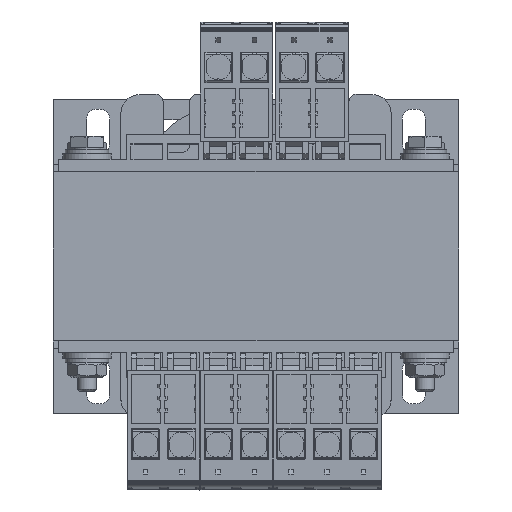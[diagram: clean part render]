
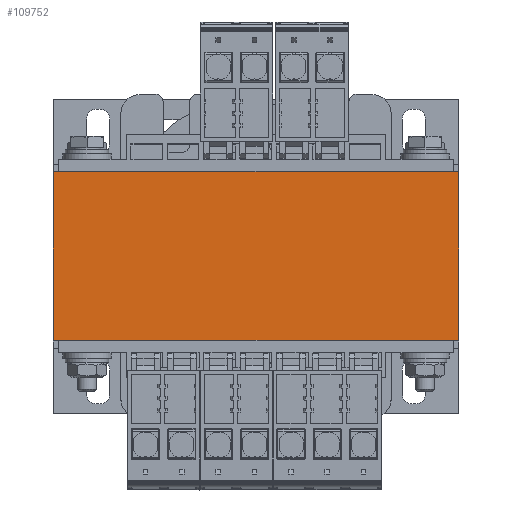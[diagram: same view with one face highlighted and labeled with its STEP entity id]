
A CAD part, top view. The second image highlights one B-rep face of the part: STEP entity #109752.
In plain terms, the highlighted planar face has unit normal (0, 0, 1).
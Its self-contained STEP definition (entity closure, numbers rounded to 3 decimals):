
#8775=FACE_OUTER_BOUND('',#14394,.T.);
#14394=EDGE_LOOP('',(#73781,#73782,#73783,#73784));
#20238=LINE('',#151150,#33993);
#20267=LINE('',#151226,#34022);
#20268=LINE('',#151227,#34023);
#20269=LINE('',#151228,#34024);
#33993=VECTOR('',#122934,10.);
#34022=VECTOR('',#123005,1.);
#34023=VECTOR('',#123006,1.);
#34024=VECTOR('',#123007,10.);
#47745=VERTEX_POINT('',#151143);
#47748=VERTEX_POINT('',#151148);
#47773=VERTEX_POINT('',#151224);
#47774=VERTEX_POINT('',#151225);
#57992=EDGE_CURVE('',#47748,#47745,#20238,.T.);
#58029=EDGE_CURVE('',#47773,#47774,#20267,.T.);
#58030=EDGE_CURVE('',#47745,#47774,#20268,.T.);
#58031=EDGE_CURVE('',#47773,#47748,#20269,.T.);
#73781=ORIENTED_EDGE('',*,*,#58029,.T.);
#73782=ORIENTED_EDGE('',*,*,#58030,.F.);
#73783=ORIENTED_EDGE('',*,*,#57992,.F.);
#73784=ORIENTED_EDGE('',*,*,#58031,.F.);
#105182=PLANE('',#115718);
#109752=ADVANCED_FACE('',(#8775),#105182,.T.);
#115718=AXIS2_PLACEMENT_3D('',#151223,#123003,#123004);
#122934=DIRECTION('',(1.,0.,0.));
#123003=DIRECTION('center_axis',(0.,0.,1.));
#123004=DIRECTION('ref_axis',(0.,-1.,0.));
#123005=DIRECTION('',(1.,0.,0.));
#123006=DIRECTION('',(0.,-1.,0.));
#123007=DIRECTION('',(0.,1.,0.));
#151143=CARTESIAN_POINT('',(777.587,1708.578,-92.158));
#151148=CARTESIAN_POINT('',(693.587,1708.578,-92.158));
#151150=CARTESIAN_POINT('',(693.587,1708.578,-92.158));
#151223=CARTESIAN_POINT('Origin',(693.587,1703.578,-92.158));
#151224=CARTESIAN_POINT('',(693.587,1673.578,-92.158));
#151225=CARTESIAN_POINT('',(777.587,1673.578,-92.158));
#151226=CARTESIAN_POINT('',(777.587,1673.578,-92.158));
#151227=CARTESIAN_POINT('',(777.587,1703.578,-92.158));
#151228=CARTESIAN_POINT('',(693.587,1703.578,-92.158));
